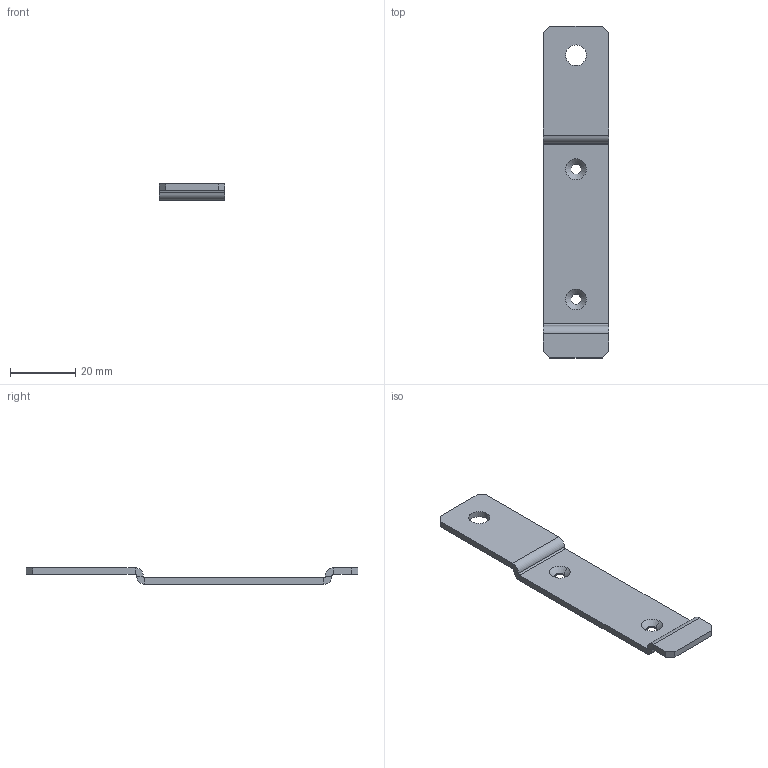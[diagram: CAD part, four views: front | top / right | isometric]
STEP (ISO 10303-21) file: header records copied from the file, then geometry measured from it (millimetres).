
FILE_DESCRIPTION (( 'STEP AP214' ), '1' );
FILE_NAME ('Attache arriere V1.STEP', '2018-06-15T16:08:10', ( '' ), ( '' ), 'SwSTEP 2.0', 'SolidWorks 2017', '' );
FILE_SCHEMA (( 'AUTOMOTIVE_DESIGN' ));
Length unit declared in the file: millimetre
Products named in the file (1): Attache arriere V1
Bounding box: 20 x 102 x 5 mm (x, y, z)
Volume: 4070.2 mm3; surface area: 4665.1 mm2
Topology: 1 solids, 1 shells, 44 faces, 98 edges, 56 vertices
Faces by surface type: plane 26, cylinder 14, cone 4
Entity records: 1236 total; most frequent: DIRECTION 220, CARTESIAN_POINT 199, ORIENTED_EDGE 196, EDGE_CURVE 98, AXIS2_PLACEMENT_3D 77, LINE 66, VECTOR 66, VERTEX_POINT 56
